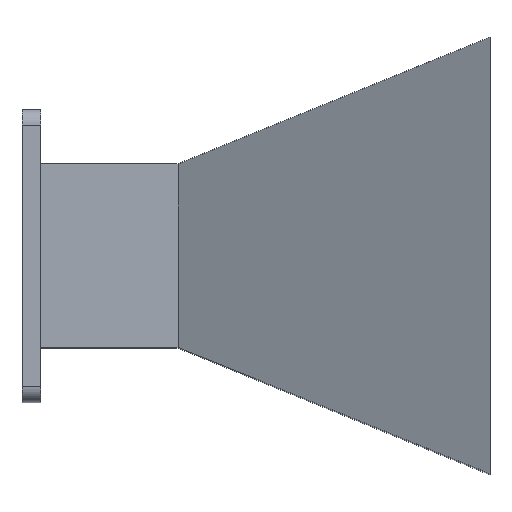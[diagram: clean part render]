
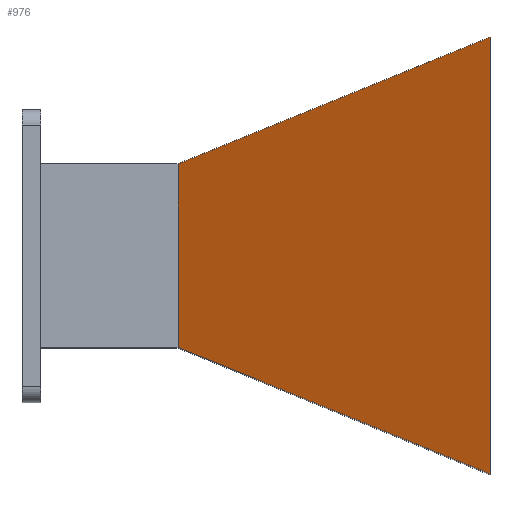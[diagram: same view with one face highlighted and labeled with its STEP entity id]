
A CAD part, top view. The second image highlights one B-rep face of the part: STEP entity #976.
In plain terms, the highlighted planar face has unit normal (-0.419, 0, 0.908).
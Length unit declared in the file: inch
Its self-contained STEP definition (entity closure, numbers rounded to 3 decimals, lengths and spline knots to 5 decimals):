
#75 = LINE ( 'NONE', #855, #2009 ) ;
#112 = PLANE ( 'NONE',  #1284 ) ;
#122 = ORIENTED_EDGE ( 'NONE', *, *, #1677, .T. ) ;
#244 = DIRECTION ( 'NONE',  ( 0.852, -0.346, 0.393 ) ) ;
#284 = DIRECTION ( 'NONE',  ( 0.419, 0., -0.908 ) ) ;
#369 = DIRECTION ( 'NONE',  ( 0., -1., 0. ) ) ;
#431 = ORIENTED_EDGE ( 'NONE', *, *, #1764, .T. ) ;
#451 = EDGE_CURVE ( 'NONE', #547, #1555, #852, .T. ) ;
#526 = LINE ( 'NONE', #1780, #1089 ) ;
#547 = VERTEX_POINT ( 'NONE', #1830 ) ;
#704 = ORIENTED_EDGE ( 'NONE', *, *, #730, .F. ) ;
#730 = EDGE_CURVE ( 'NONE', #1555, #1370, #526, .T. ) ;
#737 = CARTESIAN_POINT ( 'NONE',  ( -0.9234, 0., 2.00281 ) ) ;
#823 = VECTOR ( 'NONE', #244, 39.37008 ) ;
#852 = LINE ( 'NONE', #1471, #1774 ) ;
#855 = CARTESIAN_POINT ( 'NONE',  ( 3.93701, 0., 4.2437 ) ) ;
#976 = ADVANCED_FACE ( 'NONE', ( #1209 ), #112, .F. ) ;
#1089 = VECTOR ( 'NONE', #369, 39.37008 ) ;
#1142 = CARTESIAN_POINT ( 'NONE',  ( 3.93701, -2.3187, 4.2437 ) ) ;
#1147 = CARTESIAN_POINT ( 'NONE',  ( 11.81102, 5.51181, 7.87402 ) ) ;
#1209 = FACE_OUTER_BOUND ( 'NONE', #1337, .T. ) ;
#1284 = AXIS2_PLACEMENT_3D ( 'NONE', #737, #284, #1713 ) ;
#1337 = EDGE_LOOP ( 'NONE', ( #431, #704, #1771, #122 ) ) ;
#1353 = LINE ( 'NONE', #1945, #823 ) ;
#1367 = VERTEX_POINT ( 'NONE', #1142 ) ;
#1370 = VERTEX_POINT ( 'NONE', #1665 ) ;
#1471 = CARTESIAN_POINT ( 'NONE',  ( 3.93701, 2.3187, 4.2437 ) ) ;
#1555 = VERTEX_POINT ( 'NONE', #1147 ) ;
#1617 = DIRECTION ( 'NONE',  ( 0.852, 0.346, 0.393 ) ) ;
#1665 = CARTESIAN_POINT ( 'NONE',  ( 11.81102, -5.51181, 7.87402 ) ) ;
#1677 = EDGE_CURVE ( 'NONE', #547, #1367, #75, .T. ) ;
#1713 = DIRECTION ( 'NONE',  ( -0.908, 0., -0.419 ) ) ;
#1764 = EDGE_CURVE ( 'NONE', #1367, #1370, #1353, .T. ) ;
#1771 = ORIENTED_EDGE ( 'NONE', *, *, #451, .F. ) ;
#1774 = VECTOR ( 'NONE', #1617, 39.37008 ) ;
#1780 = CARTESIAN_POINT ( 'NONE',  ( 11.81102, 5.51181, 7.87402 ) ) ;
#1830 = CARTESIAN_POINT ( 'NONE',  ( 3.93701, 2.3187, 4.2437 ) ) ;
#1831 = DIRECTION ( 'NONE',  ( 0., -1., 0. ) ) ;
#1945 = CARTESIAN_POINT ( 'NONE',  ( 3.93701, -2.3187, 4.2437 ) ) ;
#2009 = VECTOR ( 'NONE', #1831, 39.37008 ) ;
